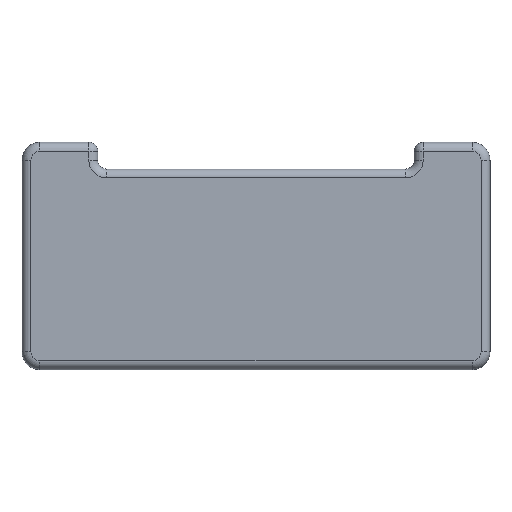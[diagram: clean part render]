
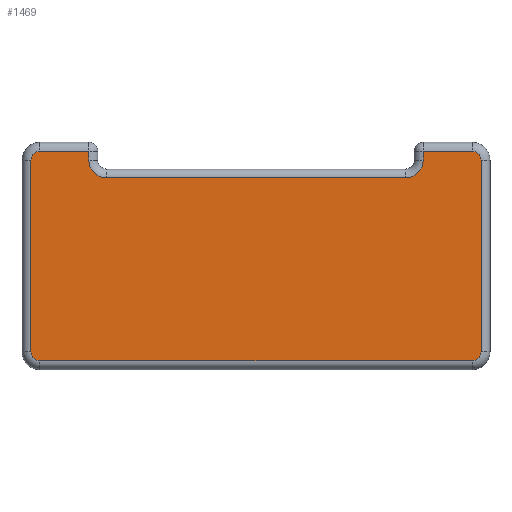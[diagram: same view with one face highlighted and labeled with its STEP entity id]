
A CAD part, top view. The second image highlights one B-rep face of the part: STEP entity #1469.
In plain terms, the highlighted planar face has unit normal (0, 0, 1).
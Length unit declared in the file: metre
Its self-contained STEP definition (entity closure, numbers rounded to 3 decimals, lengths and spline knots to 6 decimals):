
#108=CIRCLE('',#1609,0.0004);
#109=CIRCLE('',#1610,0.0008);
#110=CIRCLE('',#1611,0.0008);
#111=CIRCLE('',#1612,0.0004);
#112=CIRCLE('',#1613,0.0004);
#113=CIRCLE('',#1614,0.0004);
#266=ORIENTED_EDGE('',*,*,#702,.T.);
#267=ORIENTED_EDGE('',*,*,#703,.T.);
#268=ORIENTED_EDGE('',*,*,#704,.T.);
#269=ORIENTED_EDGE('',*,*,#705,.T.);
#270=ORIENTED_EDGE('',*,*,#706,.F.);
#271=ORIENTED_EDGE('',*,*,#707,.T.);
#272=ORIENTED_EDGE('',*,*,#708,.F.);
#273=ORIENTED_EDGE('',*,*,#709,.T.);
#274=ORIENTED_EDGE('',*,*,#710,.T.);
#275=ORIENTED_EDGE('',*,*,#711,.T.);
#276=ORIENTED_EDGE('',*,*,#712,.T.);
#277=ORIENTED_EDGE('',*,*,#713,.T.);
#278=ORIENTED_EDGE('',*,*,#714,.T.);
#279=ORIENTED_EDGE('',*,*,#715,.T.);
#702=EDGE_CURVE('',#916,#917,#1026,.F.);
#703=EDGE_CURVE('',#917,#918,#108,.T.);
#704=EDGE_CURVE('',#918,#919,#1027,.F.);
#705=EDGE_CURVE('',#919,#920,#1028,.F.);
#706=EDGE_CURVE('',#921,#920,#109,.T.);
#707=EDGE_CURVE('',#921,#922,#1029,.F.);
#708=EDGE_CURVE('',#923,#922,#110,.T.);
#709=EDGE_CURVE('',#923,#924,#1030,.T.);
#710=EDGE_CURVE('',#924,#925,#1031,.F.);
#711=EDGE_CURVE('',#925,#926,#111,.T.);
#712=EDGE_CURVE('',#926,#927,#1032,.T.);
#713=EDGE_CURVE('',#927,#928,#112,.T.);
#714=EDGE_CURVE('',#928,#929,#1033,.T.);
#715=EDGE_CURVE('',#929,#916,#113,.T.);
#916=VERTEX_POINT('',#2457);
#917=VERTEX_POINT('',#2458);
#918=VERTEX_POINT('',#2460);
#919=VERTEX_POINT('',#2462);
#920=VERTEX_POINT('',#2464);
#921=VERTEX_POINT('',#2466);
#922=VERTEX_POINT('',#2468);
#923=VERTEX_POINT('',#2470);
#924=VERTEX_POINT('',#2472);
#925=VERTEX_POINT('',#2474);
#926=VERTEX_POINT('',#2476);
#927=VERTEX_POINT('',#2478);
#928=VERTEX_POINT('',#2480);
#929=VERTEX_POINT('',#2482);
#1026=LINE('',#2456,#1146);
#1027=LINE('',#2461,#1147);
#1028=LINE('',#2463,#1148);
#1029=LINE('',#2467,#1149);
#1030=LINE('',#2471,#1150);
#1031=LINE('',#2473,#1151);
#1032=LINE('',#2477,#1152);
#1033=LINE('',#2481,#1153);
#1146=VECTOR('',#1897,1.);
#1147=VECTOR('',#1900,1.);
#1148=VECTOR('',#1901,1.);
#1149=VECTOR('',#1904,1.);
#1150=VECTOR('',#1907,1.);
#1151=VECTOR('',#1908,1.);
#1152=VECTOR('',#1911,1.);
#1153=VECTOR('',#1914,1.);
#1231=EDGE_LOOP('',(#266,#267,#268,#269,#270,#271,#272,#273,#274,#275,#276,
#277,#278,#279));
#1337=FACE_BOUND('',#1231,.T.);
#1439=PLANE('',#1608);
#1469=ADVANCED_FACE('',(#1337),#1439,.T.);
#1608=AXIS2_PLACEMENT_3D('',#2455,#1895,#1896);
#1609=AXIS2_PLACEMENT_3D('',#2459,#1898,#1899);
#1610=AXIS2_PLACEMENT_3D('',#2465,#1902,#1903);
#1611=AXIS2_PLACEMENT_3D('',#2469,#1905,#1906);
#1612=AXIS2_PLACEMENT_3D('',#2475,#1909,#1910);
#1613=AXIS2_PLACEMENT_3D('',#2479,#1912,#1913);
#1614=AXIS2_PLACEMENT_3D('',#2483,#1915,#1916);
#1895=DIRECTION('',(0.,0.,1.));
#1896=DIRECTION('',(1.,0.,0.));
#1897=DIRECTION('',(0.,-1.,0.));
#1898=DIRECTION('',(0.,0.,1.));
#1899=DIRECTION('',(1.,0.,0.));
#1900=DIRECTION('',(1.,0.,0.));
#1901=DIRECTION('',(0.,1.,0.));
#1902=DIRECTION('',(0.,0.,1.));
#1903=DIRECTION('',(1.,0.,0.));
#1904=DIRECTION('',(1.,0.,0.));
#1905=DIRECTION('',(0.,0.,1.));
#1906=DIRECTION('',(1.,0.,0.));
#1907=DIRECTION('',(0.,1.,0.));
#1908=DIRECTION('',(1.,0.,0.));
#1909=DIRECTION('',(0.,0.,1.));
#1910=DIRECTION('',(1.,0.,0.));
#1911=DIRECTION('',(0.,-1.,0.));
#1912=DIRECTION('',(0.,0.,1.));
#1913=DIRECTION('',(1.,0.,0.));
#1914=DIRECTION('',(1.,0.,0.));
#1915=DIRECTION('',(0.,0.,1.));
#1916=DIRECTION('',(1.,0.,0.));
#2455=CARTESIAN_POINT('',(0.,0.,0.));
#2456=CARTESIAN_POINT('',(0.0101,0.0043,0.));
#2457=CARTESIAN_POINT('',(0.0101,-0.0043,0.));
#2458=CARTESIAN_POINT('',(0.0101,0.0043,0.));
#2459=CARTESIAN_POINT('',(0.0097,0.0043,0.));
#2460=CARTESIAN_POINT('',(0.0097,0.0047,0.));
#2461=CARTESIAN_POINT('',(0.0071,0.0047,0.));
#2462=CARTESIAN_POINT('',(0.0075,0.0047,0.));
#2463=CARTESIAN_POINT('',(0.0075,0.0039,0.));
#2464=CARTESIAN_POINT('',(0.0075,0.0043,0.));
#2465=CARTESIAN_POINT('',(0.0067,0.0043,0.));
#2466=CARTESIAN_POINT('',(0.0067,0.0035,0.));
#2467=CARTESIAN_POINT('',(-0.0071,0.0035,0.));
#2468=CARTESIAN_POINT('',(-0.0067,0.0035,0.));
#2469=CARTESIAN_POINT('',(-0.0067,0.0043,0.));
#2470=CARTESIAN_POINT('',(-0.0075,0.0043,0.));
#2471=CARTESIAN_POINT('',(-0.0075,0.,0.));
#2472=CARTESIAN_POINT('',(-0.0075,0.0047,0.));
#2473=CARTESIAN_POINT('',(-0.0097,0.0047,0.));
#2474=CARTESIAN_POINT('',(-0.0097,0.0047,0.));
#2475=CARTESIAN_POINT('',(-0.0097,0.0043,0.));
#2476=CARTESIAN_POINT('',(-0.0101,0.0043,0.));
#2477=CARTESIAN_POINT('',(-0.0101,0.,0.));
#2478=CARTESIAN_POINT('',(-0.0101,-0.0043,0.));
#2479=CARTESIAN_POINT('',(-0.0097,-0.0043,0.));
#2480=CARTESIAN_POINT('',(-0.0097,-0.0047,0.));
#2481=CARTESIAN_POINT('',(0.,-0.0047,0.));
#2482=CARTESIAN_POINT('',(0.0097,-0.0047,0.));
#2483=CARTESIAN_POINT('',(0.0097,-0.0043,0.));
